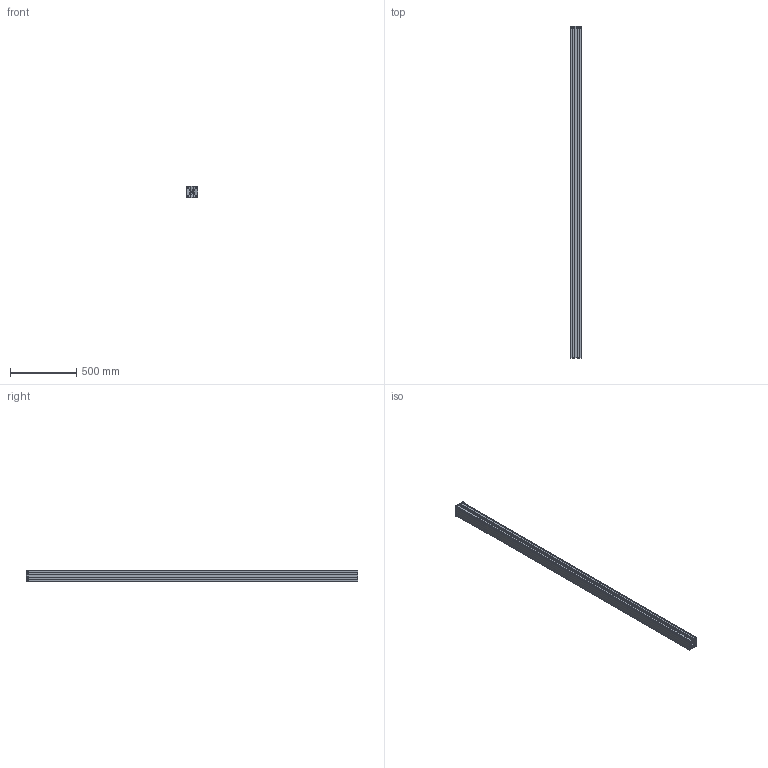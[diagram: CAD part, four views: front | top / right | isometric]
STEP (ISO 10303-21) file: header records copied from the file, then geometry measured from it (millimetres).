
FILE_DESCRIPTION (( 'STEP AP203' ), '1' );
FILE_NAME ('76PCM18A.STEP', '2022-09-13T09:46:55', ( '' ), ( '' ), 'SwSTEP 2.0', 'SolidWorks 2020', '' );
FILE_SCHEMA (( 'CONFIG_CONTROL_DESIGN' ));
Length unit declared in the file: millimetre
Products named in the file (1): 76PCM18A
Bounding box: 90 x 2512.63 x 90 mm (x, y, z)
Volume: 2855314.9 mm3; surface area: 2841477.8 mm2
Topology: 3 solids, 3 shells, 367 faces, 1061 edges, 700 vertices
Faces by surface type: plane 203, cylinder 151, bspline 12, sphere 1
Entity records: 12372 total; most frequent: CARTESIAN_POINT 2474, ORIENTED_EDGE 2118, DIRECTION 2037, EDGE_CURVE 1059, VECTOR 729, LINE 729, VERTEX_POINT 699, AXIS2_PLACEMENT_3D 654
